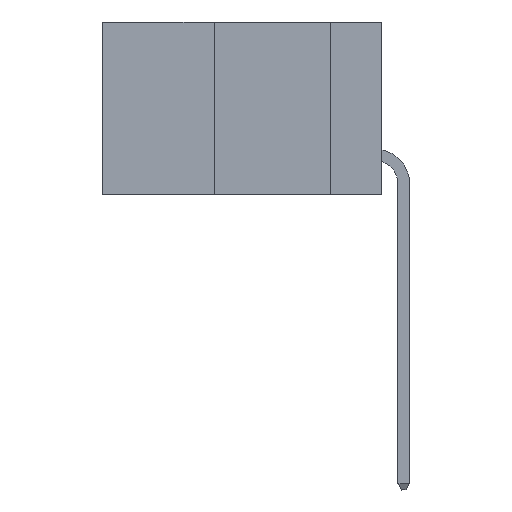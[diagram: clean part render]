
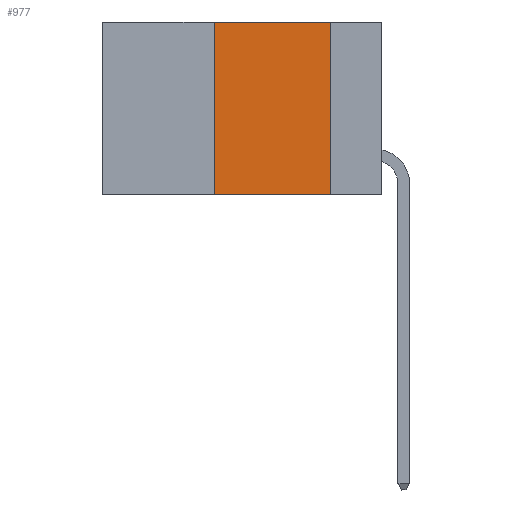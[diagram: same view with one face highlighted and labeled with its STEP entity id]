
A CAD part, left-side view. The second image highlights one B-rep face of the part: STEP entity #977.
In plain terms, the highlighted planar face has unit normal (-1, 0, 0).
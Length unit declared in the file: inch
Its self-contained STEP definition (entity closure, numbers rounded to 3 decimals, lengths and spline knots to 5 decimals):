
#59 = DIRECTION ( 'NONE',  ( 0., 0., -1. ) ) ;
#434 = LINE ( 'NONE', #5923, #5752 ) ;
#860 = ORIENTED_EDGE ( 'NONE', *, *, #12036, .F. ) ;
#977 = ADVANCED_FACE ( 'NONE', ( #11040 ), #6591, .F. ) ;
#1703 = EDGE_LOOP ( 'NONE', ( #860, #2431, #7885, #7474 ) ) ;
#2350 = CARTESIAN_POINT ( 'NONE',  ( 0., 0.6, 0. ) ) ;
#2431 = ORIENTED_EDGE ( 'NONE', *, *, #8492, .F. ) ;
#2708 = LINE ( 'NONE', #4471, #11414 ) ;
#3518 = CARTESIAN_POINT ( 'NONE',  ( 0., 0.11, 0. ) ) ;
#3964 = VECTOR ( 'NONE', #15659, 39.37008 ) ;
#4471 = CARTESIAN_POINT ( 'NONE',  ( 0., 0.6, -0.37 ) ) ;
#5725 = DIRECTION ( 'NONE',  ( 0., -1., 0. ) ) ;
#5752 = VECTOR ( 'NONE', #12263, 39.37008 ) ;
#5923 = CARTESIAN_POINT ( 'NONE',  ( 0., 0.36, 0. ) ) ;
#6543 = CARTESIAN_POINT ( 'NONE',  ( 0., 0.36, 0. ) ) ;
#6591 = PLANE ( 'NONE',  #8723 ) ;
#6783 = EDGE_CURVE ( 'NONE', #9791, #7925, #434, .T. ) ;
#6788 = VERTEX_POINT ( 'NONE', #14751 ) ;
#7052 = VECTOR ( 'NONE', #15189, 39.37008 ) ;
#7474 = ORIENTED_EDGE ( 'NONE', *, *, #14778, .T. ) ;
#7885 = ORIENTED_EDGE ( 'NONE', *, *, #6783, .F. ) ;
#7925 = VERTEX_POINT ( 'NONE', #6543 ) ;
#8492 = EDGE_CURVE ( 'NONE', #7925, #13002, #14790, .T. ) ;
#8723 = AXIS2_PLACEMENT_3D ( 'NONE', #11707, #12817, #59 ) ;
#9791 = VERTEX_POINT ( 'NONE', #15065 ) ;
#11040 = FACE_OUTER_BOUND ( 'NONE', #1703, .T. ) ;
#11414 = VECTOR ( 'NONE', #5725, 39.37008 ) ;
#11707 = CARTESIAN_POINT ( 'NONE',  ( 0., 0.6, 0. ) ) ;
#12036 = EDGE_CURVE ( 'NONE', #13002, #6788, #12648, .T. ) ;
#12263 = DIRECTION ( 'NONE',  ( 0., 0., 1. ) ) ;
#12648 = LINE ( 'NONE', #12683, #7052 ) ;
#12683 = CARTESIAN_POINT ( 'NONE',  ( 0., 0.11, 0. ) ) ;
#12817 = DIRECTION ( 'NONE',  ( 1., 0., 0. ) ) ;
#13002 = VERTEX_POINT ( 'NONE', #3518 ) ;
#14751 = CARTESIAN_POINT ( 'NONE',  ( 0., 0.11, -0.37 ) ) ;
#14778 = EDGE_CURVE ( 'NONE', #9791, #6788, #2708, .T. ) ;
#14790 = LINE ( 'NONE', #2350, #3964 ) ;
#15065 = CARTESIAN_POINT ( 'NONE',  ( 0., 0.36, -0.37 ) ) ;
#15189 = DIRECTION ( 'NONE',  ( 0., 0., -1. ) ) ;
#15659 = DIRECTION ( 'NONE',  ( 0., -1., 0. ) ) ;
